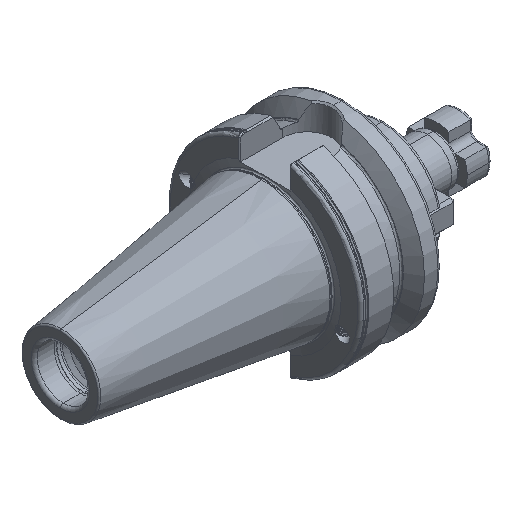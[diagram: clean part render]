
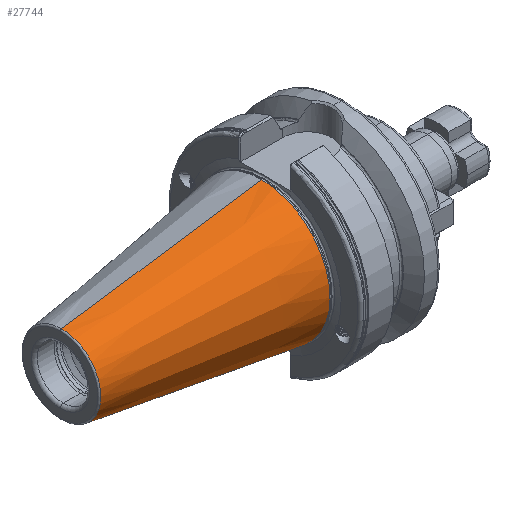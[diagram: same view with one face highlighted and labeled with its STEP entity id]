
A CAD part, isometric view. The second image highlights one B-rep face of the part: STEP entity #27744.
In plain terms, the highlighted conical face has half-angle 8.297 degrees and reference radius 22.24 mm.
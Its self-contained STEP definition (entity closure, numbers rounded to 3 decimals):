
#363 = ORIENTED_EDGE ( 'NONE', *, *, #605, .T. ) ;
#373 = ORIENTED_EDGE ( 'NONE', *, *, #611, .F. ) ;
#379 = ORIENTED_EDGE ( 'NONE', *, *, #24061, .F. ) ;
#419 = ORIENTED_EDGE ( 'NONE', *, *, #24023, .T. ) ;
#605 = EDGE_CURVE ( 'NONE', #13946, #13948, #10278, .T. ) ;
#611 = EDGE_CURVE ( 'NONE', #13899, #13947, #10292, .T. ) ;
#3009 = DIRECTION ( 'NONE',  ( 0., 0., -1. ) ) ;
#4255 = CARTESIAN_POINT ( 'NONE',  ( -0.9, 0., 0. ) ) ;
#4339 = DIRECTION ( 'NONE',  ( 1., 0., 0. ) ) ;
#9323 = AXIS2_PLACEMENT_3D ( 'NONE', #31917, #31902, #31904 ) ;
#9347 = AXIS2_PLACEMENT_3D ( 'NONE', #31750, #31684, #31720 ) ;
#9525 = EDGE_LOOP ( 'NONE', ( #373, #419, #363, #379 ) ) ;
#10267 = VECTOR ( 'NONE', #16883, 1000. ) ;
#10278 = LINE ( 'NONE', #16861, #10267 ) ;
#10292 = LINE ( 'NONE', #16946, #10313 ) ;
#10313 = VECTOR ( 'NONE', #16985, 1000. ) ;
#13899 = VERTEX_POINT ( 'NONE', #17143 ) ;
#13946 = VERTEX_POINT ( 'NONE', #17301 ) ;
#13947 = VERTEX_POINT ( 'NONE', #17243 ) ;
#13948 = VERTEX_POINT ( 'NONE', #17253 ) ;
#16861 = CARTESIAN_POINT ( 'NONE',  ( -0.9, 0., -22.24 ) ) ;
#16883 = DIRECTION ( 'NONE',  ( 0.99, 0., -0.144 ) ) ;
#16946 = CARTESIAN_POINT ( 'NONE',  ( -0.9, 0., 22.24 ) ) ;
#16985 = DIRECTION ( 'NONE',  ( 0.99, 0., 0.144 ) ) ;
#17143 = CARTESIAN_POINT ( 'NONE',  ( -65.972, 0., 12.75 ) ) ;
#17243 = CARTESIAN_POINT ( 'NONE',  ( -0.9, 0., 22.24 ) ) ;
#17253 = CARTESIAN_POINT ( 'NONE',  ( -0.9, 0., -22.24 ) ) ;
#17301 = CARTESIAN_POINT ( 'NONE',  ( -65.972, 0., -12.75 ) ) ;
#19022 = FACE_OUTER_BOUND ( 'NONE', #9525, .T. ) ;
#19028 = CONICAL_SURFACE ( 'NONE', #22329, 22.24, 0.145 ) ;
#22329 = AXIS2_PLACEMENT_3D ( 'NONE', #4255, #4339, #3009 ) ;
#24023 = EDGE_CURVE ( 'NONE', #13899, #13946, #28504, .T. ) ;
#24061 = EDGE_CURVE ( 'NONE', #13947, #13948, #28551, .T. ) ;
#27744 = ADVANCED_FACE ( 'NONE', ( #19022 ), #19028, .T. ) ;
#28504 = CIRCLE ( 'NONE', #9347, 12.75 ) ;
#28551 = CIRCLE ( 'NONE', #9323, 22.24 ) ;
#31684 = DIRECTION ( 'NONE',  ( 1., 0., 0. ) ) ;
#31720 = DIRECTION ( 'NONE',  ( 0., 0., -1. ) ) ;
#31750 = CARTESIAN_POINT ( 'NONE',  ( -65.972, 0., 0. ) ) ;
#31902 = DIRECTION ( 'NONE',  ( 1., 0., 0. ) ) ;
#31904 = DIRECTION ( 'NONE',  ( 0., 0., -1. ) ) ;
#31917 = CARTESIAN_POINT ( 'NONE',  ( -0.9, 0., 0. ) ) ;
